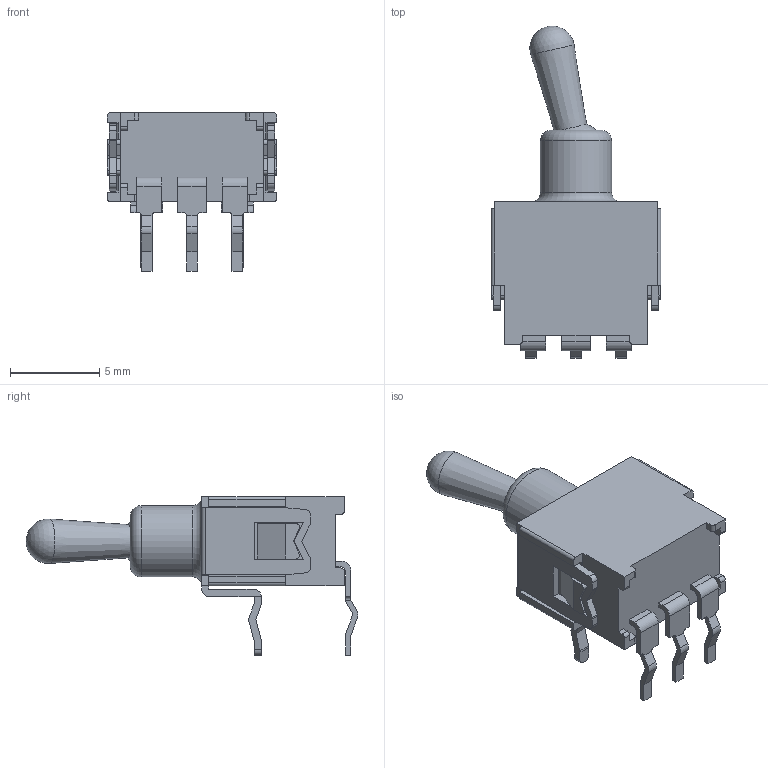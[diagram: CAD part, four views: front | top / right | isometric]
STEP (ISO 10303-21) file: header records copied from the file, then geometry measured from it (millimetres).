
FILE_DESCRIPTION( ( 'STEP AP214' ), '1' );
FILE_NAME( 'ATE1D-5M3-10-Z.stp', '2022-03-03T18:56:38', ( 'License CC BY-ND 4.0' ), ( 'CADENAS' ), ' ', 'PARTsolutions', ' ' );
FILE_SCHEMA( ( 'AUTOMOTIVE_DESIGN { 1 0 10303 214 1 1 1 1 }' ) );
Length unit declared in the file: millimetre
Products named in the file (7): ATE1D-5M3-10-Z; _2003A1_(ATE); _1001A-1; _1001A-2; _3004A-332; _3004A-232; _3004A-32
Assembly tree (6 placements, depth 2):
  ATE1D-5M3-10-Z
    _2003A1_(ATE)
    _1001A-1
    _1001A-2
    _3004A-332
    _3004A-232
    _3004A-32
Bounding box: 9.5 x 18.61 x 8.9 mm (x, y, z)
Volume: 415.5 mm3; surface area: 674.2 mm2
Topology: 6 solids, 6 shells, 263 faces, 747 edges, 493 vertices
Faces by surface type: plane 187, cylinder 70, sphere 3, torus 2, cone 1
Full cylindrical faces by diameter (mm): 2.8 x1, 4 x1
Entity records: 10644 total; most frequent: CARTESIAN_POINT 1511, ORIENTED_EDGE 1466, DIRECTION 1416, EDGE_CURVE 733, LINE 578, VECTOR 578, VERTEX_POINT 490, AXIS2_PLACEMENT_3D 419
